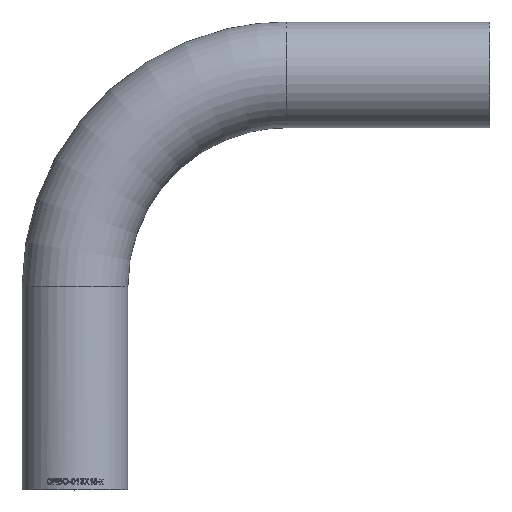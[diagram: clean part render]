
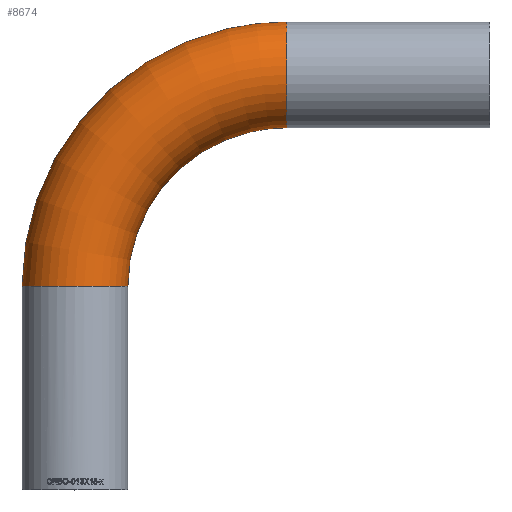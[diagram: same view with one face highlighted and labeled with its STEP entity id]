
A CAD part, top view. The second image highlights one B-rep face of the part: STEP entity #8674.
In plain terms, the highlighted toroidal (fillet/blend) face has major radius 26 mm and minor radius 6.5 mm.
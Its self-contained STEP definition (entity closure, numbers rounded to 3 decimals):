
#1447 = CIRCLE ( 'NONE', #8190, 6.5 ) ;
#2629 = ORIENTED_EDGE ( 'NONE', *, *, #6005, .F. ) ;
#2929 = EDGE_LOOP ( 'NONE', ( #2629 ) ) ;
#3107 = CARTESIAN_POINT ( 'NONE',  ( 0., 51., 0. ) ) ;
#3194 = VERTEX_POINT ( 'NONE', #5842 ) ;
#3935 = DIRECTION ( 'NONE',  ( 0., 0., -1. ) ) ;
#4093 = VERTEX_POINT ( 'NONE', #7784 ) ;
#4271 = DIRECTION ( 'NONE',  ( 0., 0., 1. ) ) ;
#4609 = AXIS2_PLACEMENT_3D ( 'NONE', #11238, #3935, #8298 ) ;
#4775 = ORIENTED_EDGE ( 'NONE', *, *, #5102, .T. ) ;
#4851 = DIRECTION ( 'NONE',  ( 0., 0., 1. ) ) ;
#5102 = EDGE_CURVE ( 'NONE', #4093, #4093, #7500, .T. ) ;
#5842 = CARTESIAN_POINT ( 'NONE',  ( 0., 51., 6.5 ) ) ;
#6005 = EDGE_CURVE ( 'NONE', #3194, #3194, #1447, .T. ) ;
#6488 = FACE_OUTER_BOUND ( 'NONE', #2929, .T. ) ;
#6786 = DIRECTION ( 'NONE',  ( 1., 0., 0. ) ) ;
#7500 = CIRCLE ( 'NONE', #10594, 6.5 ) ;
#7784 = CARTESIAN_POINT ( 'NONE',  ( -26., 25., 6.5 ) ) ;
#8190 = AXIS2_PLACEMENT_3D ( 'NONE', #3107, #6786, #4851 ) ;
#8298 = DIRECTION ( 'NONE',  ( -1., 0., 0. ) ) ;
#8439 = EDGE_LOOP ( 'NONE', ( #4775 ) ) ;
#8674 = ADVANCED_FACE ( 'NONE', ( #6488, #10342 ), #9831, .T. ) ;
#9831 = TOROIDAL_SURFACE ( 'NONE', #4609, 26., 6.5 ) ;
#10342 = FACE_OUTER_BOUND ( 'NONE', #8439, .T. ) ;
#10594 = AXIS2_PLACEMENT_3D ( 'NONE', #10794, #11699, #4271 ) ;
#10794 = CARTESIAN_POINT ( 'NONE',  ( -26., 25., 0. ) ) ;
#11238 = CARTESIAN_POINT ( 'NONE',  ( 0., 25., 0. ) ) ;
#11699 = DIRECTION ( 'NONE',  ( 0., 1., 0. ) ) ;
